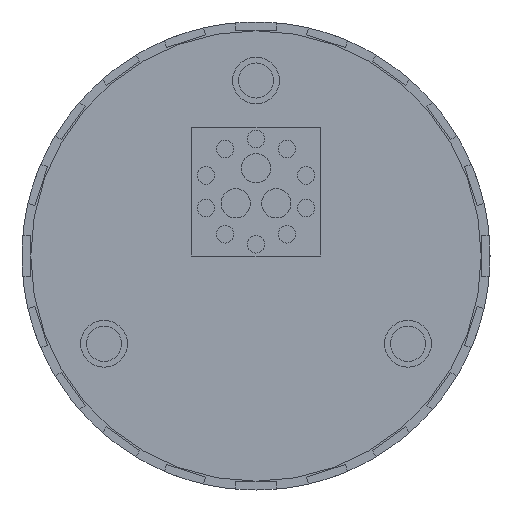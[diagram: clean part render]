
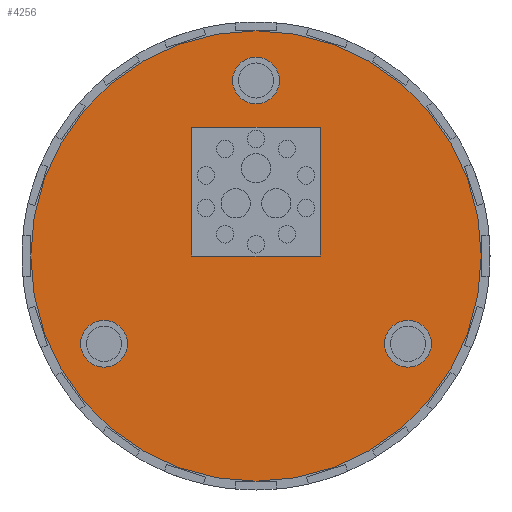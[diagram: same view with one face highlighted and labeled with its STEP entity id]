
A CAD part, front view. The second image highlights one B-rep face of the part: STEP entity #4256.
In plain terms, the highlighted planar face has unit normal (0, -1, 0).
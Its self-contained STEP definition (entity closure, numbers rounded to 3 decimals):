
#32 = CARTESIAN_POINT ( 'NONE',  ( 0., 0., -19.25 ) ) ;
#47 = VECTOR ( 'NONE', #1304, 1000. ) ;
#107 = VECTOR ( 'NONE', #5072, 1000. ) ;
#120 = CIRCLE ( 'NONE', #1176, 2. ) ;
#196 = ORIENTED_EDGE ( 'NONE', *, *, #1593, .F. ) ;
#199 = EDGE_LOOP ( 'NONE', ( #1308, #2409 ) ) ;
#214 = CARTESIAN_POINT ( 'NONE',  ( 12.99, 0., -9.5 ) ) ;
#234 = EDGE_LOOP ( 'NONE', ( #196, #1793, #5809, #1966 ) ) ;
#362 = DIRECTION ( 'NONE',  ( 0., 0., -1. ) ) ;
#378 = DIRECTION ( 'NONE',  ( 0., 1., 0. ) ) ;
#401 = VERTEX_POINT ( 'NONE', #4832 ) ;
#404 = LINE ( 'NONE', #6180, #4523 ) ;
#409 = CARTESIAN_POINT ( 'NONE',  ( -12.99, 0., -7.5 ) ) ;
#478 = CIRCLE ( 'NONE', #4313, 2. ) ;
#619 = EDGE_CURVE ( 'NONE', #5508, #1170, #4336, .T. ) ;
#755 = FACE_OUTER_BOUND ( 'NONE', #6560, .T. ) ;
#810 = DIRECTION ( 'NONE',  ( 1., 0., 0. ) ) ;
#827 = AXIS2_PLACEMENT_3D ( 'NONE', #5421, #2201, #5961 ) ;
#915 = EDGE_CURVE ( 'NONE', #2404, #3481, #2413, .T. ) ;
#957 = DIRECTION ( 'NONE',  ( 0., 0., -1. ) ) ;
#1013 = EDGE_CURVE ( 'NONE', #3638, #5198, #120, .T. ) ;
#1170 = VERTEX_POINT ( 'NONE', #6769 ) ;
#1176 = AXIS2_PLACEMENT_3D ( 'NONE', #2182, #5942, #2736 ) ;
#1219 = CIRCLE ( 'NONE', #2358, 19.25 ) ;
#1276 = DIRECTION ( 'NONE',  ( -1., 0., 0. ) ) ;
#1304 = DIRECTION ( 'NONE',  ( 0., 0., -1. ) ) ;
#1308 = ORIENTED_EDGE ( 'NONE', *, *, #6884, .F. ) ;
#1309 = DIRECTION ( 'NONE',  ( 0., -1., 0. ) ) ;
#1593 = EDGE_CURVE ( 'NONE', #4520, #5508, #1969, .T. ) ;
#1696 = CARTESIAN_POINT ( 'NONE',  ( -5.5, 0., 11. ) ) ;
#1748 = EDGE_CURVE ( 'NONE', #1988, #4520, #5835, .T. ) ;
#1793 = ORIENTED_EDGE ( 'NONE', *, *, #1748, .F. ) ;
#1822 = EDGE_CURVE ( 'NONE', #3481, #2404, #1219, .T. ) ;
#1915 = CARTESIAN_POINT ( 'NONE',  ( 0., 0., 19.25 ) ) ;
#1966 = ORIENTED_EDGE ( 'NONE', *, *, #619, .F. ) ;
#1969 = LINE ( 'NONE', #5016, #5758 ) ;
#1988 = VERTEX_POINT ( 'NONE', #5284 ) ;
#2003 = VERTEX_POINT ( 'NONE', #5821 ) ;
#2162 = CARTESIAN_POINT ( 'NONE',  ( 12.99, 0., -7.5 ) ) ;
#2182 = CARTESIAN_POINT ( 'NONE',  ( 0., 0., 15. ) ) ;
#2186 = FACE_BOUND ( 'NONE', #2719, .T. ) ;
#2201 = DIRECTION ( 'NONE',  ( 0., -1., 0. ) ) ;
#2344 = EDGE_CURVE ( 'NONE', #2003, #4100, #3307, .T. ) ;
#2358 = AXIS2_PLACEMENT_3D ( 'NONE', #3007, #6812, #3554 ) ;
#2367 = FACE_BOUND ( 'NONE', #5943, .T. ) ;
#2404 = VERTEX_POINT ( 'NONE', #32 ) ;
#2405 = CARTESIAN_POINT ( 'NONE',  ( 5.5, 0., 11. ) ) ;
#2409 = ORIENTED_EDGE ( 'NONE', *, *, #2344, .F. ) ;
#2413 = CIRCLE ( 'NONE', #4176, 19.25 ) ;
#2530 = VERTEX_POINT ( 'NONE', #6062 ) ;
#2719 = EDGE_LOOP ( 'NONE', ( #2746, #2903 ) ) ;
#2720 = DIRECTION ( 'NONE',  ( 0., 0., -1. ) ) ;
#2736 = DIRECTION ( 'NONE',  ( 0., 0., -1. ) ) ;
#2746 = ORIENTED_EDGE ( 'NONE', *, *, #1013, .F. ) ;
#2903 = ORIENTED_EDGE ( 'NONE', *, *, #5469, .F. ) ;
#2921 = ORIENTED_EDGE ( 'NONE', *, *, #1822, .F. ) ;
#3007 = CARTESIAN_POINT ( 'NONE',  ( 0., 0., 0. ) ) ;
#3063 = CARTESIAN_POINT ( 'NONE',  ( 0., 0., 0. ) ) ;
#3167 = DIRECTION ( 'NONE',  ( 0., 1., 0. ) ) ;
#3307 = CIRCLE ( 'NONE', #6346, 2. ) ;
#3481 = VERTEX_POINT ( 'NONE', #1915 ) ;
#3518 = CIRCLE ( 'NONE', #5407, 2. ) ;
#3554 = DIRECTION ( 'NONE',  ( 0., 0., 1. ) ) ;
#3586 = DIRECTION ( 'NONE',  ( 0., -1., 0. ) ) ;
#3616 = FACE_BOUND ( 'NONE', #234, .T. ) ;
#3638 = VERTEX_POINT ( 'NONE', #4249 ) ;
#3734 = EDGE_CURVE ( 'NONE', #401, #2530, #6858, .T. ) ;
#3978 = CARTESIAN_POINT ( 'NONE',  ( -5.5, 0., 11. ) ) ;
#4050 = CARTESIAN_POINT ( 'NONE',  ( 0., 0., 17. ) ) ;
#4100 = VERTEX_POINT ( 'NONE', #214 ) ;
#4142 = EDGE_CURVE ( 'NONE', #1170, #1988, #404, .T. ) ;
#4144 = DIRECTION ( 'NONE',  ( 0., 0., 1. ) ) ;
#4170 = DIRECTION ( 'NONE',  ( 0., -1., 0. ) ) ;
#4176 = AXIS2_PLACEMENT_3D ( 'NONE', #6415, #3167, #6970 ) ;
#4249 = CARTESIAN_POINT ( 'NONE',  ( 0., 0., 13. ) ) ;
#4256 = ADVANCED_FACE ( 'NONE', ( #3616, #2367, #6499, #2186, #755 ), #5740, .F. ) ;
#4313 = AXIS2_PLACEMENT_3D ( 'NONE', #2162, #5924, #2720 ) ;
#4336 = LINE ( 'NONE', #3978, #47 ) ;
#4513 = CARTESIAN_POINT ( 'NONE',  ( -12.99, 0., -7.5 ) ) ;
#4520 = VERTEX_POINT ( 'NONE', #5352 ) ;
#4523 = VECTOR ( 'NONE', #810, 1000. ) ;
#4750 = CIRCLE ( 'NONE', #827, 2. ) ;
#4800 = EDGE_CURVE ( 'NONE', #2530, #401, #3518, .T. ) ;
#4832 = CARTESIAN_POINT ( 'NONE',  ( -12.99, 0., -9.5 ) ) ;
#4855 = ORIENTED_EDGE ( 'NONE', *, *, #4800, .F. ) ;
#4960 = ORIENTED_EDGE ( 'NONE', *, *, #3734, .F. ) ;
#5016 = CARTESIAN_POINT ( 'NONE',  ( -5.5, 0., 11. ) ) ;
#5058 = DIRECTION ( 'NONE',  ( 0., 0., -1. ) ) ;
#5072 = DIRECTION ( 'NONE',  ( 0., 0., 1. ) ) ;
#5198 = VERTEX_POINT ( 'NONE', #4050 ) ;
#5284 = CARTESIAN_POINT ( 'NONE',  ( 5.5, 0., 0. ) ) ;
#5352 = CARTESIAN_POINT ( 'NONE',  ( 5.5, 0., 11. ) ) ;
#5407 = AXIS2_PLACEMENT_3D ( 'NONE', #4513, #1309, #5058 ) ;
#5421 = CARTESIAN_POINT ( 'NONE',  ( 0., 0., 15. ) ) ;
#5469 = EDGE_CURVE ( 'NONE', #5198, #3638, #4750, .T. ) ;
#5508 = VERTEX_POINT ( 'NONE', #1696 ) ;
#5740 = PLANE ( 'NONE',  #6076 ) ;
#5748 = AXIS2_PLACEMENT_3D ( 'NONE', #409, #4170, #957 ) ;
#5758 = VECTOR ( 'NONE', #1276, 1000. ) ;
#5809 = ORIENTED_EDGE ( 'NONE', *, *, #4142, .F. ) ;
#5821 = CARTESIAN_POINT ( 'NONE',  ( 12.99, 0., -5.5 ) ) ;
#5835 = LINE ( 'NONE', #2405, #107 ) ;
#5924 = DIRECTION ( 'NONE',  ( 0., -1., 0. ) ) ;
#5925 = ORIENTED_EDGE ( 'NONE', *, *, #915, .F. ) ;
#5942 = DIRECTION ( 'NONE',  ( 0., -1., 0. ) ) ;
#5943 = EDGE_LOOP ( 'NONE', ( #4960, #4855 ) ) ;
#5961 = DIRECTION ( 'NONE',  ( 0., 0., -1. ) ) ;
#6062 = CARTESIAN_POINT ( 'NONE',  ( -12.99, 0., -5.5 ) ) ;
#6076 = AXIS2_PLACEMENT_3D ( 'NONE', #3063, #378, #4144 ) ;
#6180 = CARTESIAN_POINT ( 'NONE',  ( -5.5, 0., 0. ) ) ;
#6346 = AXIS2_PLACEMENT_3D ( 'NONE', #6853, #3586, #362 ) ;
#6415 = CARTESIAN_POINT ( 'NONE',  ( 0., 0., 0. ) ) ;
#6499 = FACE_BOUND ( 'NONE', #199, .T. ) ;
#6560 = EDGE_LOOP ( 'NONE', ( #5925, #2921 ) ) ;
#6769 = CARTESIAN_POINT ( 'NONE',  ( -5.5, 0., 0. ) ) ;
#6812 = DIRECTION ( 'NONE',  ( 0., 1., 0. ) ) ;
#6853 = CARTESIAN_POINT ( 'NONE',  ( 12.99, 0., -7.5 ) ) ;
#6858 = CIRCLE ( 'NONE', #5748, 2. ) ;
#6884 = EDGE_CURVE ( 'NONE', #4100, #2003, #478, .T. ) ;
#6970 = DIRECTION ( 'NONE',  ( 0., 0., 1. ) ) ;
